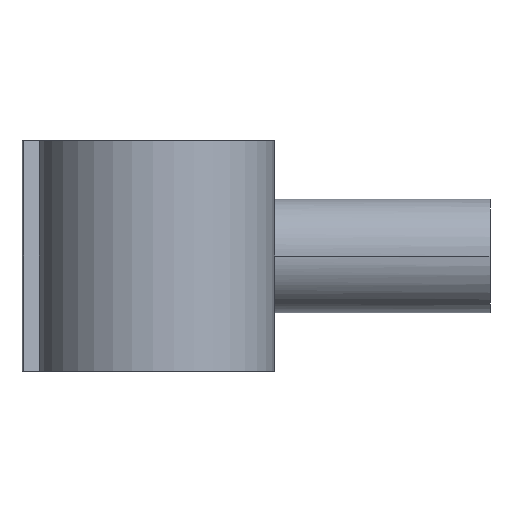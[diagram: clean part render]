
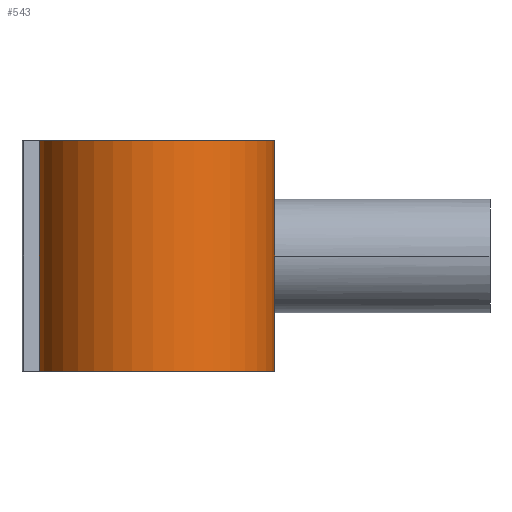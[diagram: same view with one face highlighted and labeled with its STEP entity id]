
A CAD part, front view. The second image highlights one B-rep face of the part: STEP entity #543.
In plain terms, the highlighted cylindrical face has radius 65.667 mm (diameter 131.333 mm), a partial arc.
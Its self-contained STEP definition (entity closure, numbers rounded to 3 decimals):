
#215 = VERTEX_POINT( '', #601 );
#237 = VERTEX_POINT( '', #625 );
#275 = EDGE_CURVE( '', #307, #495, #667, .T. );
#307 = VERTEX_POINT( '', #705 );
#381 = EDGE_CURVE( '', #237, #307, #788, .T. );
#411 = EDGE_CURVE( '', #495, #215, #819, .T. );
#429 = EDGE_CURVE( '', #237, #215, #840, .T. );
#495 = VERTEX_POINT( '', #913 );
#543 = ADVANCED_FACE( '', ( #964 ), #965, .T. );
#601 = CARTESIAN_POINT( '', ( 64.961, 9.6, 64. ) );
#625 = CARTESIAN_POINT( '', ( -64.961, -9.6, 64. ) );
#667 = CIRCLE( '', #1225, 65.667 );
#705 = CARTESIAN_POINT( '', ( -64.961, -9.6, -64. ) );
#788 = LINE( '', #1527, #1528 );
#819 = LINE( '', #1645, #1646 );
#840 = CIRCLE( '', #1769, 65.667 );
#913 = CARTESIAN_POINT( '', ( 64.961, 9.6, -64. ) );
#964 = FACE_OUTER_BOUND( '', #2005, .T. );
#965 = CYLINDRICAL_SURFACE( '', #2006, 65.667 );
#1225 = AXIS2_PLACEMENT_3D( '', #2209, #2210, #2211 );
#1527 = CARTESIAN_POINT( '', ( -64.961, -9.6, 64. ) );
#1528 = VECTOR( '', #2366, 1. );
#1645 = CARTESIAN_POINT( '', ( 64.961, 9.6, 64. ) );
#1646 = VECTOR( '', #2384, 1. );
#1769 = AXIS2_PLACEMENT_3D( '', #2428, #2429, #2430 );
#2005 = EDGE_LOOP( '', ( #2551, #2552, #2553, #2554 ) );
#2006 = AXIS2_PLACEMENT_3D( '', #2555, #2556, #2557 );
#2209 = CARTESIAN_POINT( '', ( 0., 0., -64. ) );
#2210 = DIRECTION( '', ( 0., 0., 1. ) );
#2211 = DIRECTION( '', ( -0.989, -0.146, 0. ) );
#2366 = DIRECTION( '', ( 0., 0., -1. ) );
#2384 = DIRECTION( '', ( 0., 0., 1. ) );
#2428 = CARTESIAN_POINT( '', ( 0., 0., 64. ) );
#2429 = DIRECTION( '', ( 0., 0., 1. ) );
#2430 = DIRECTION( '', ( -0.989, -0.146, 0. ) );
#2551 = ORIENTED_EDGE( '', *, *, #411, .T. );
#2552 = ORIENTED_EDGE( '', *, *, #429, .F. );
#2553 = ORIENTED_EDGE( '', *, *, #381, .T. );
#2554 = ORIENTED_EDGE( '', *, *, #275, .T. );
#2555 = CARTESIAN_POINT( '', ( 0., 0., 64. ) );
#2556 = DIRECTION( '', ( 0., 0., 1. ) );
#2557 = DIRECTION( '', ( -0.989, -0.146, 0. ) );
